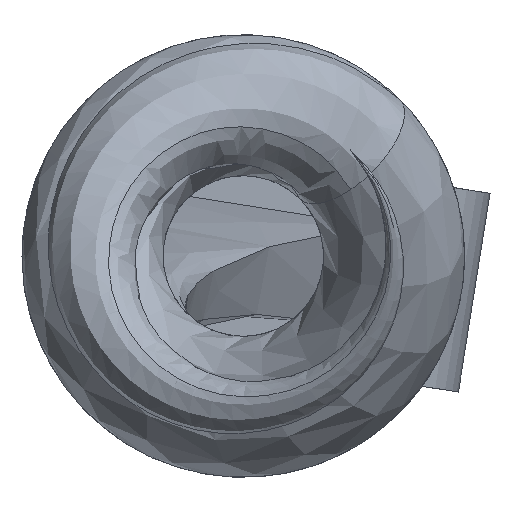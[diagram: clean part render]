
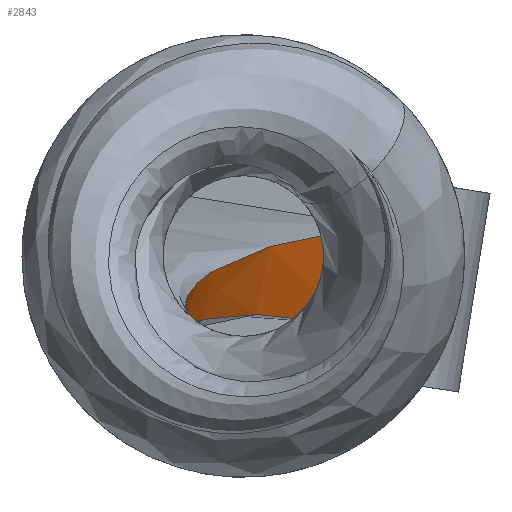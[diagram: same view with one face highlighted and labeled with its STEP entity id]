
A CAD part, front view. The second image highlights one B-rep face of the part: STEP entity #2843.
In plain terms, the highlighted free-form (B-spline) face has degree [3, 3] with [7, 8] control points.
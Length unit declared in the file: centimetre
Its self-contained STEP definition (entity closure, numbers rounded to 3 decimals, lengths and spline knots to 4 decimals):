
#7 = EDGE_CURVE ( 'NONE', #3717, #1686, #2879, .T. ) ;
#13 = CARTESIAN_POINT ( 'NONE',  ( 0.2561, 1.1, 0.0605 ) ) ;
#26 = CARTESIAN_POINT ( 'NONE',  ( 0.123, 0.8699, -0.1201 ) ) ;
#111 = CARTESIAN_POINT ( 'NONE',  ( 0.2561, 1.1, 0.0605 ) ) ;
#207 = CARTESIAN_POINT ( 'NONE',  ( -0.2121, 0., -0.2121 ) ) ;
#241 = CARTESIAN_POINT ( 'NONE',  ( -0.096, 0.2235, -0.0703 ) ) ;
#269 = CARTESIAN_POINT ( 'NONE',  ( 0.1309, 0.867, -0.0782 ) ) ;
#281 = CARTESIAN_POINT ( 'NONE',  ( -0.1128, 0.2614, -0.134 ) ) ;
#293 = CARTESIAN_POINT ( 'NONE',  ( -0.1137, 0.0677, -0.1296 ) ) ;
#309 = CARTESIAN_POINT ( 'NONE',  ( -0.1145, 0.0624, -0.1103 ) ) ;
#332 = VERTEX_POINT ( 'NONE', #3001 ) ;
#335 = B_SPLINE_SURFACE_WITH_KNOTS ( 'NONE', 3, 3, ( 
 ( #2295, #2269, #1124, #2830, #1434, #882, #2556, #3119 ),
 ( #1679, #869, #1138, #1728, #3762, #3460, #2023, #3405 ),
 ( #856, #293, #1702, #2868, #241, #3417, #579, #553 ),
 ( #1690, #2308, #3721, #3445, #591, #2882, #540, #1165 ),
 ( #3133, #1382, #1973, #2256, #2542, #2583, #269, #1407 ),
 ( #1111, #1985, #842, #1715, #2282, #3750, #3431, #3735 ),
 ( #2570, #3147, #1421, #2011, #281, #1446, #26, #2320 ) ),
 .UNSPECIFIED., .F., .F., .F.,
 ( 4, 1, 1, 1, 4 ),
 ( 4, 2, 1, 1, 4 ),
 ( 0.5248, 0.5533, 0.5818, 0.6103, 0.6388 ),
 ( 0., 0.0341, 0.1362, 0.308, 1. ),
 .UNSPECIFIED. ) ;
#425 = CARTESIAN_POINT ( 'NONE',  ( 0.2247, 1.1, -0.137 ) ) ;
#527 = B_SPLINE_CURVE_WITH_KNOTS ( 'NONE', 3,
 ( #3706, #1741, #309, #3473, #1458, #1752, #604, #13 ),
 .UNSPECIFIED., .F., .F.,
 ( 4, 2, 1, 1, 4 ),
 ( 0., 0.0341, 0.1362, 0.308, 1. ),
 .UNSPECIFIED. ) ;
#540 = CARTESIAN_POINT ( 'NONE',  ( 0.1381, 0.8634, -0.0365 ) ) ;
#553 = CARTESIAN_POINT ( 'NONE',  ( 0.2483, 1.1, 0.0112 ) ) ;
#579 = CARTESIAN_POINT ( 'NONE',  ( 0.1447, 0.8595, 0.0049 ) ) ;
#591 = CARTESIAN_POINT ( 'NONE',  ( -0.0992, 0.238, -0.0904 ) ) ;
#596 = VECTOR ( 'NONE', #2400, 100. ) ;
#604 = CARTESIAN_POINT ( 'NONE',  ( 0.1505, 0.8551, 0.0458 ) ) ;
#817 = DIRECTION ( 'NONE',  ( -0.707, 0., -0.707 ) ) ;
#842 = CARTESIAN_POINT ( 'NONE',  ( -0.1264, 0.1212, -0.1676 ) ) ;
#856 = CARTESIAN_POINT ( 'NONE',  ( -0.1032, 0.0573, -0.144 ) ) ;
#866 = VERTEX_POINT ( 'NONE', #3416 ) ;
#869 = CARTESIAN_POINT ( 'NONE',  ( -0.114, 0.0554, -0.1207 ) ) ;
#882 = CARTESIAN_POINT ( 'NONE',  ( 0.0173, 0.5494, 0.0207 ) ) ;
#1111 = CARTESIAN_POINT ( 'NONE',  ( -0.1158, 0.0985, -0.186 ) ) ;
#1124 = CARTESIAN_POINT ( 'NONE',  ( -0.1145, 0.0624, -0.1103 ) ) ;
#1138 = CARTESIAN_POINT ( 'NONE',  ( -0.1139, 0.0687, -0.1145 ) ) ;
#1165 = CARTESIAN_POINT ( 'NONE',  ( 0.2404, 1.1, -0.0382 ) ) ;
#1223 = ORIENTED_EDGE ( 'NONE', *, *, #3311, .T. ) ;
#1382 = CARTESIAN_POINT ( 'NONE',  ( -0.1212, 0.0999, -0.161 ) ) ;
#1407 = CARTESIAN_POINT ( 'NONE',  ( 0.2325, 1.1, -0.0876 ) ) ;
#1421 = CARTESIAN_POINT ( 'NONE',  ( -0.1294, 0.125, -0.1736 ) ) ;
#1423 = CARTESIAN_POINT ( 'NONE',  ( -0.0053, 0.5826, -0.1055 ) ) ;
#1434 = CARTESIAN_POINT ( 'NONE',  ( -0.0956, 0.2076, -0.0519 ) ) ;
#1446 = CARTESIAN_POINT ( 'NONE',  ( -0.0053, 0.5826, -0.1055 ) ) ;
#1458 = CARTESIAN_POINT ( 'NONE',  ( -0.0956, 0.2076, -0.0519 ) ) ;
#1592 = CIRCLE ( 'NONE', #2641, 0.14 ) ;
#1633 = ORIENTED_EDGE ( 'NONE', *, *, #2850, .F. ) ;
#1679 = CARTESIAN_POINT ( 'NONE',  ( -0.1036, 0.0448, -0.1355 ) ) ;
#1686 = VERTEX_POINT ( 'NONE', #425 ) ;
#1690 = CARTESIAN_POINT ( 'NONE',  ( -0.1055, 0.0745, -0.1587 ) ) ;
#1702 = CARTESIAN_POINT ( 'NONE',  ( -0.1137, 0.0809, -0.1236 ) ) ;
#1715 = CARTESIAN_POINT ( 'NONE',  ( -0.1286, 0.1667, -0.1474 ) ) ;
#1717 = CARTESIAN_POINT ( 'NONE',  ( -0.1294, 0.125, -0.1736 ) ) ;
#1728 = CARTESIAN_POINT ( 'NONE',  ( -0.1154, 0.1166, -0.0892 ) ) ;
#1741 = CARTESIAN_POINT ( 'NONE',  ( -0.1146, 0.049, -0.1167 ) ) ;
#1752 = CARTESIAN_POINT ( 'NONE',  ( 0.0173, 0.5494, 0.0207 ) ) ;
#1810 = ORIENTED_EDGE ( 'NONE', *, *, #7, .F. ) ;
#1973 = CARTESIAN_POINT ( 'NONE',  ( -0.1213, 0.1128, -0.1558 ) ) ;
#1985 = CARTESIAN_POINT ( 'NONE',  ( -0.1264, 0.1084, -0.1725 ) ) ;
#2011 = CARTESIAN_POINT ( 'NONE',  ( -0.1315, 0.1703, -0.1539 ) ) ;
#2023 = CARTESIAN_POINT ( 'NONE',  ( 0.1486, 0.8566, 0.0322 ) ) ;
#2063 = ORIENTED_EDGE ( 'NONE', *, *, #2705, .F. ) ;
#2204 = B_SPLINE_CURVE_WITH_KNOTS ( 'NONE', 3,
 ( #2311, #2858, #1717, #2545, #3122, #1423, #2845, #3449 ),
 .UNSPECIFIED., .F., .F.,
 ( 4, 2, 1, 1, 4 ),
 ( 0., 0.0341, 0.1362, 0.308, 1. ),
 .UNSPECIFIED. ) ;
#2256 = CARTESIAN_POINT ( 'NONE',  ( -0.1234, 0.1586, -0.1346 ) ) ;
#2269 = CARTESIAN_POINT ( 'NONE',  ( -0.1146, 0.049, -0.1167 ) ) ;
#2282 = CARTESIAN_POINT ( 'NONE',  ( -0.1099, 0.2581, -0.1265 ) ) ;
#2295 = CARTESIAN_POINT ( 'NONE',  ( -0.1042, 0.0383, -0.1316 ) ) ;
#2308 = CARTESIAN_POINT ( 'NONE',  ( -0.1161, 0.0848, -0.1446 ) ) ;
#2311 = CARTESIAN_POINT ( 'NONE',  ( -0.1188, 0.1023, -0.1917 ) ) ;
#2320 = CARTESIAN_POINT ( 'NONE',  ( 0.2247, 1.1, -0.137 ) ) ;
#2336 = CARTESIAN_POINT ( 'NONE',  ( 0.2561, 1.1, 0.0605 ) ) ;
#2400 = DIRECTION ( 'NONE',  ( -0.157, 0., -0.988 ) ) ;
#2506 = DIRECTION ( 'NONE',  ( 0.631, -0.45, -0.631 ) ) ;
#2529 = EDGE_LOOP ( 'NONE', ( #2063, #1223, #1810, #1633 ) ) ;
#2542 = CARTESIAN_POINT ( 'NONE',  ( -0.1047, 0.2509, -0.1118 ) ) ;
#2545 = CARTESIAN_POINT ( 'NONE',  ( -0.1315, 0.1703, -0.1539 ) ) ;
#2556 = CARTESIAN_POINT ( 'NONE',  ( 0.1505, 0.8551, 0.0458 ) ) ;
#2570 = CARTESIAN_POINT ( 'NONE',  ( -0.1188, 0.1023, -0.1917 ) ) ;
#2583 = CARTESIAN_POINT ( 'NONE',  ( 0.0027, 0.5761, -0.0729 ) ) ;
#2641 = AXIS2_PLACEMENT_3D ( 'NONE', #207, #2506, #817 ) ;
#2705 = EDGE_CURVE ( 'NONE', #332, #866, #1592, .T. ) ;
#2830 = CARTESIAN_POINT ( 'NONE',  ( -0.1158, 0.1107, -0.0844 ) ) ;
#2843 = ADVANCED_FACE ( 'NONE', ( #2942 ), #335, .T. ) ;
#2845 = CARTESIAN_POINT ( 'NONE',  ( 0.123, 0.8699, -0.1201 ) ) ;
#2850 = EDGE_CURVE ( 'NONE', #866, #3717, #527, .T. ) ;
#2858 = CARTESIAN_POINT ( 'NONE',  ( -0.1294, 0.1123, -0.1784 ) ) ;
#2868 = CARTESIAN_POINT ( 'NONE',  ( -0.1154, 0.1283, -0.0994 ) ) ;
#2879 = LINE ( 'NONE', #111, #596 ) ;
#2882 = CARTESIAN_POINT ( 'NONE',  ( 0.0091, 0.5682, -0.0409 ) ) ;
#2942 = FACE_OUTER_BOUND ( 'NONE', #2529, .T. ) ;
#3001 = CARTESIAN_POINT ( 'NONE',  ( -0.1188, 0.1023, -0.1917 ) ) ;
#3119 = CARTESIAN_POINT ( 'NONE',  ( 0.2561, 1.1, 0.0605 ) ) ;
#3122 = CARTESIAN_POINT ( 'NONE',  ( -0.1128, 0.2614, -0.134 ) ) ;
#3133 = CARTESIAN_POINT ( 'NONE',  ( -0.1106, 0.0898, -0.1747 ) ) ;
#3147 = CARTESIAN_POINT ( 'NONE',  ( -0.1294, 0.1123, -0.1784 ) ) ;
#3311 = EDGE_CURVE ( 'NONE', #332, #1686, #2204, .T. ) ;
#3405 = CARTESIAN_POINT ( 'NONE',  ( 0.2535, 1.1, 0.0441 ) ) ;
#3416 = CARTESIAN_POINT ( 'NONE',  ( -0.1042, 0.0383, -0.1316 ) ) ;
#3417 = CARTESIAN_POINT ( 'NONE',  ( 0.0141, 0.5592, -0.0095 ) ) ;
#3431 = CARTESIAN_POINT ( 'NONE',  ( 0.1257, 0.869, -0.1061 ) ) ;
#3445 = CARTESIAN_POINT ( 'NONE',  ( -0.1181, 0.1444, -0.1164 ) ) ;
#3449 = CARTESIAN_POINT ( 'NONE',  ( 0.2247, 1.1, -0.137 ) ) ;
#3460 = CARTESIAN_POINT ( 'NONE',  ( 0.0164, 0.5528, 0.0108 ) ) ;
#3473 = CARTESIAN_POINT ( 'NONE',  ( -0.1158, 0.1107, -0.0844 ) ) ;
#3706 = CARTESIAN_POINT ( 'NONE',  ( -0.1042, 0.0383, -0.1316 ) ) ;
#3717 = VERTEX_POINT ( 'NONE', #2336 ) ;
#3721 = CARTESIAN_POINT ( 'NONE',  ( -0.1161, 0.0978, -0.139 ) ) ;
#3735 = CARTESIAN_POINT ( 'NONE',  ( 0.2273, 1.1, -0.1205 ) ) ;
#3750 = CARTESIAN_POINT ( 'NONE',  ( -0.0025, 0.5806, -0.0946 ) ) ;
#3762 = CARTESIAN_POINT ( 'NONE',  ( -0.0955, 0.213, -0.0579 ) ) ;
